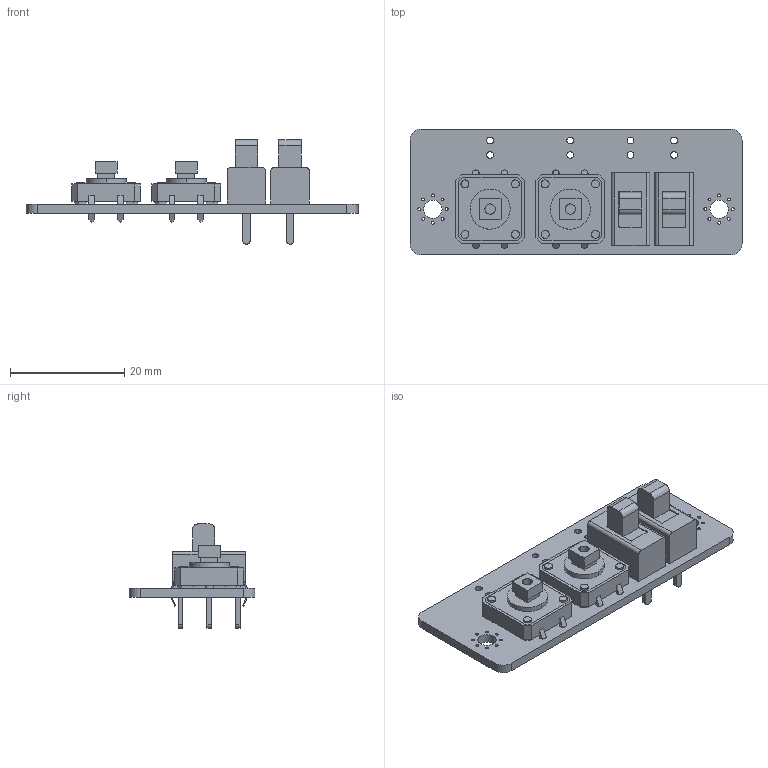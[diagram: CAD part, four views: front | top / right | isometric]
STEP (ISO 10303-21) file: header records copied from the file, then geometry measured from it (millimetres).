
FILE_DESCRIPTION(('KiCad electronic assembly'),'2;1');
FILE_NAME('MiniIHM-2023.step','2022-08-09T23:20:54',('Pcbnew'),('Kicad') ,'Open CASCADE STEP processor 7.6','KiCad to STEP converter','Unknown' );
FILE_SCHEMA(('AUTOMOTIVE_DESIGN { 1 0 10303 214 1 1 1 1 }'));
Length unit declared in the file: millimetre
Products named in the file (6): MiniIHM-2023 1; SK-12D10 1P2T; COMPOUND; SW_PUSH-12mm; SOLID; MiniIHM-2023 PCB
Assembly tree (7 placements, depth 3):
  MiniIHM-2023 1
    SK-12D10 1P2T  x2
      COMPOUND
    SW_PUSH-12mm  x2
      SOLID
    MiniIHM-2023 PCB
Bounding box: 58 x 22 x 18.2 mm (x, y, z)
Volume: 4251.5 mm3; surface area: 5322.1 mm2
Topology: 13 solids, 13 shells, 366 faces, 900 edges, 600 vertices
Faces by surface type: bspline 316, cylinder 44, plane 6
Full cylindrical faces by diameter (mm): 0.5 x16, 1.19 x8, 1.2 x8, 1.5 x6, 3.2 x2
Entity records: 13156 total; most frequent: CARTESIAN_POINT 4822, ORIENTED_EDGE 1044, PCURVE 1044, DEFINITIONAL_REPRESENTATION 1044, B_SPLINE_CURVE_WITH_KNOTS 1014, DIRECTION 548, EDGE_CURVE 522, SURFACE_CURVE 482
